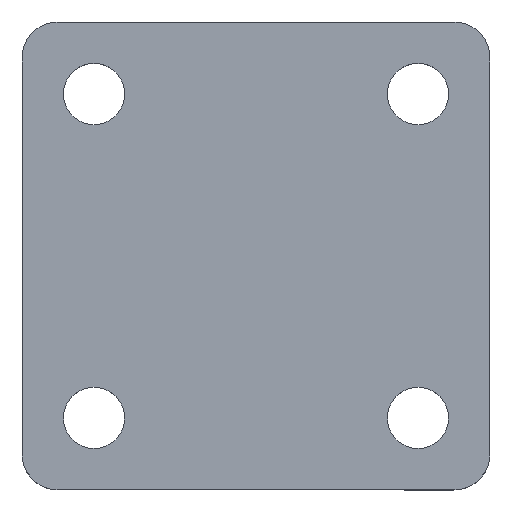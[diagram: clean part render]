
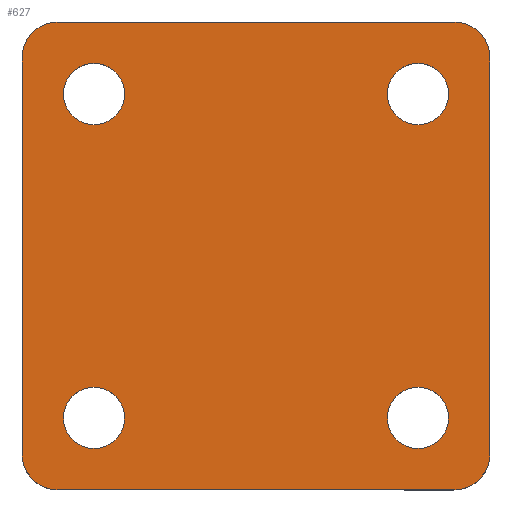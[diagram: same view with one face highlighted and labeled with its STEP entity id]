
A CAD part, top view. The second image highlights one B-rep face of the part: STEP entity #627.
In plain terms, the highlighted planar face has unit normal (0, 0, 1).
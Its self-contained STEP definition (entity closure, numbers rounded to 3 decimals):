
#49=CARTESIAN_POINT('',(220.85,122.029,8.0));
#50=VERTEX_POINT('',#49);
#59=CARTESIAN_POINT('',(229.35,122.029,8.0));
#60=VERTEX_POINT('',#59);
#61=CARTESIAN_POINT('',(225.1,122.029,8.0));
#62=DIRECTION('',(0.0,0.0,-1.0));
#63=DIRECTION('',(-1.0,0.0,0.0));
#64=AXIS2_PLACEMENT_3D('',#61,#62,#63);
#65=CIRCLE('',#64,4.25);
#66=EDGE_CURVE('',#60,#50,#65,.T.);
#91=CARTESIAN_POINT('',(175.85,122.029,8.0));
#92=VERTEX_POINT('',#91);
#101=CARTESIAN_POINT('',(184.35,122.029,8.0));
#102=VERTEX_POINT('',#101);
#103=CARTESIAN_POINT('',(180.1,122.029,8.0));
#104=DIRECTION('',(0.0,0.0,-1.0));
#105=DIRECTION('',(-1.0,0.0,0.0));
#106=AXIS2_PLACEMENT_3D('',#103,#104,#105);
#107=CIRCLE('',#106,4.25);
#108=EDGE_CURVE('',#102,#92,#107,.T.);
#133=CARTESIAN_POINT('',(220.85,77.029,8.0));
#134=VERTEX_POINT('',#133);
#143=CARTESIAN_POINT('',(229.35,77.029,8.0));
#144=VERTEX_POINT('',#143);
#145=CARTESIAN_POINT('',(225.1,77.029,8.0));
#146=DIRECTION('',(0.0,0.0,-1.0));
#147=DIRECTION('',(-1.0,0.0,0.0));
#148=AXIS2_PLACEMENT_3D('',#145,#146,#147);
#149=CIRCLE('',#148,4.25);
#150=EDGE_CURVE('',#144,#134,#149,.T.);
#175=CARTESIAN_POINT('',(175.85,77.029,8.0));
#176=VERTEX_POINT('',#175);
#185=CARTESIAN_POINT('',(184.35,77.029,8.0));
#186=VERTEX_POINT('',#185);
#187=CARTESIAN_POINT('',(180.1,77.029,8.0));
#188=DIRECTION('',(0.0,0.0,-1.0));
#189=DIRECTION('',(-1.0,0.0,0.0));
#190=AXIS2_PLACEMENT_3D('',#187,#188,#189);
#191=CIRCLE('',#190,4.25);
#192=EDGE_CURVE('',#186,#176,#191,.T.);
#226=CARTESIAN_POINT('',(180.1,77.029,8.0));
#227=DIRECTION('',(0.0,0.0,-1.0));
#228=DIRECTION('',(-1.0,0.0,0.0));
#229=AXIS2_PLACEMENT_3D('',#226,#227,#228);
#230=CIRCLE('',#229,4.25);
#231=EDGE_CURVE('',#176,#186,#230,.T.);
#250=CARTESIAN_POINT('',(225.1,77.029,8.0));
#251=DIRECTION('',(0.0,0.0,-1.0));
#252=DIRECTION('',(-1.0,0.0,0.0));
#253=AXIS2_PLACEMENT_3D('',#250,#251,#252);
#254=CIRCLE('',#253,4.25);
#255=EDGE_CURVE('',#134,#144,#254,.T.);
#274=CARTESIAN_POINT('',(180.1,122.029,8.0));
#275=DIRECTION('',(0.0,0.0,-1.0));
#276=DIRECTION('',(-1.0,0.0,0.0));
#277=AXIS2_PLACEMENT_3D('',#274,#275,#276);
#278=CIRCLE('',#277,4.25);
#279=EDGE_CURVE('',#92,#102,#278,.T.);
#298=CARTESIAN_POINT('',(225.1,122.029,8.0));
#299=DIRECTION('',(0.0,0.0,-1.0));
#300=DIRECTION('',(-1.0,0.0,0.0));
#301=AXIS2_PLACEMENT_3D('',#298,#299,#300);
#302=CIRCLE('',#301,4.25);
#303=EDGE_CURVE('',#50,#60,#302,.T.);
#313=CARTESIAN_POINT('',(235.1,72.029,8.0));
#314=VERTEX_POINT('',#313);
#315=CARTESIAN_POINT('',(230.1,67.029,8.0));
#316=VERTEX_POINT('',#315);
#317=CARTESIAN_POINT('',(230.1,72.029,8.0));
#318=DIRECTION('',(0.0,0.0,-1.0));
#319=DIRECTION('',(0.0,-1.0,0.0));
#320=AXIS2_PLACEMENT_3D('',#317,#318,#319);
#321=CIRCLE('',#320,5.0);
#322=EDGE_CURVE('',#314,#316,#321,.T.);
#355=CARTESIAN_POINT('',(175.1,67.029,8.0));
#356=VERTEX_POINT('',#355);
#357=CARTESIAN_POINT('',(230.1,67.029,8.0));
#358=DIRECTION('',(-1.0,0.0,0.0));
#359=VECTOR('',#358,55.);
#360=LINE('',#357,#359);
#361=EDGE_CURVE('',#316,#356,#360,.T.);
#386=CARTESIAN_POINT('',(170.1,72.029,8.0));
#387=VERTEX_POINT('',#386);
#388=CARTESIAN_POINT('',(175.1,72.029,8.0));
#389=DIRECTION('',(0.0,0.0,-1.0));
#390=DIRECTION('',(-1.0,0.0,0.0));
#391=AXIS2_PLACEMENT_3D('',#388,#389,#390);
#392=CIRCLE('',#391,5.0);
#393=EDGE_CURVE('',#356,#387,#392,.T.);
#419=CARTESIAN_POINT('',(170.1,127.029,8.0));
#420=VERTEX_POINT('',#419);
#421=CARTESIAN_POINT('',(170.1,72.029,8.0));
#422=DIRECTION('',(0.0,1.0,0.0));
#423=VECTOR('',#422,55.);
#424=LINE('',#421,#423);
#425=EDGE_CURVE('',#387,#420,#424,.T.);
#450=CARTESIAN_POINT('',(175.1,132.029,8.0));
#451=VERTEX_POINT('',#450);
#452=CARTESIAN_POINT('',(175.1,127.029,8.0));
#453=DIRECTION('',(0.0,0.0,-1.0));
#454=DIRECTION('',(0.0,1.0,0.0));
#455=AXIS2_PLACEMENT_3D('',#452,#453,#454);
#456=CIRCLE('',#455,5.0);
#457=EDGE_CURVE('',#420,#451,#456,.T.);
#483=CARTESIAN_POINT('',(230.1,132.029,8.0));
#484=VERTEX_POINT('',#483);
#485=CARTESIAN_POINT('',(175.1,132.029,8.0));
#486=DIRECTION('',(1.0,0.0,0.0));
#487=VECTOR('',#486,55.);
#488=LINE('',#485,#487);
#489=EDGE_CURVE('',#451,#484,#488,.T.);
#514=CARTESIAN_POINT('',(235.1,127.029,8.0));
#515=VERTEX_POINT('',#514);
#516=CARTESIAN_POINT('',(230.1,127.029,8.0));
#517=DIRECTION('',(0.0,0.0,-1.0));
#518=DIRECTION('',(1.0,0.0,0.0));
#519=AXIS2_PLACEMENT_3D('',#516,#517,#518);
#520=CIRCLE('',#519,5.0);
#521=EDGE_CURVE('',#484,#515,#520,.T.);
#547=CARTESIAN_POINT('',(235.1,127.029,8.0));
#548=DIRECTION('',(0.0,-1.0,0.0));
#549=VECTOR('',#548,55.);
#550=LINE('',#547,#549);
#551=EDGE_CURVE('',#515,#314,#550,.T.);
#596=CARTESIAN_POINT('',(202.6,99.529,8.0));
#597=DIRECTION('',(0.0,0.0,1.0));
#598=DIRECTION('',(1.0,0.0,0.0));
#599=AXIS2_PLACEMENT_3D('',#596,#597,#598);
#600=PLANE('',#599);
#601=ORIENTED_EDGE('',*,*,#322,.F.);
#602=ORIENTED_EDGE('',*,*,#551,.F.);
#603=ORIENTED_EDGE('',*,*,#521,.F.);
#604=ORIENTED_EDGE('',*,*,#489,.F.);
#605=ORIENTED_EDGE('',*,*,#457,.F.);
#606=ORIENTED_EDGE('',*,*,#425,.F.);
#607=ORIENTED_EDGE('',*,*,#393,.F.);
#608=ORIENTED_EDGE('',*,*,#361,.F.);
#609=EDGE_LOOP('',(#601,#602,#603,#604,#605,#606,#607,#608));
#610=FACE_OUTER_BOUND('',#609,.T.);
#611=ORIENTED_EDGE('',*,*,#192,.T.);
#612=ORIENTED_EDGE('',*,*,#231,.T.);
#613=EDGE_LOOP('',(#611,#612));
#614=FACE_BOUND('',#613,.T.);
#615=ORIENTED_EDGE('',*,*,#150,.T.);
#616=ORIENTED_EDGE('',*,*,#255,.T.);
#617=EDGE_LOOP('',(#615,#616));
#618=FACE_BOUND('',#617,.T.);
#619=ORIENTED_EDGE('',*,*,#108,.T.);
#620=ORIENTED_EDGE('',*,*,#279,.T.);
#621=EDGE_LOOP('',(#619,#620));
#622=FACE_BOUND('',#621,.T.);
#623=ORIENTED_EDGE('',*,*,#66,.T.);
#624=ORIENTED_EDGE('',*,*,#303,.T.);
#625=EDGE_LOOP('',(#623,#624));
#626=FACE_BOUND('',#625,.T.);
#627=ADVANCED_FACE('',(#610,#614,#618,#622,#626),#600,.T.);
